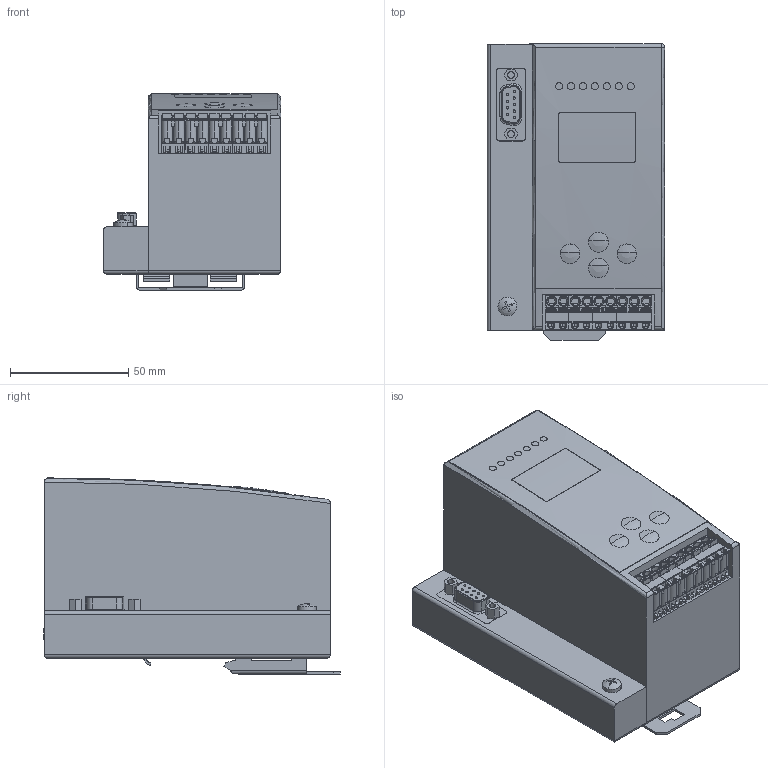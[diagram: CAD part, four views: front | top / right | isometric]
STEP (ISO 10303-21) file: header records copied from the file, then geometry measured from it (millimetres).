
FILE_DESCRIPTION((''),'2;1');
FILE_NAME('DM_CAD-2238_ASM','2016-03-03T',('Creinig-se'),(''),'PRO/ENGINEER BY PARAMETRIC TECHNOLOGY CORPORATION, 2013050','PRO/ENGINEER BY PARAMETRIC TECHNOLOGY CORPORATION, 2013050','');
FILE_SCHEMA(('CONFIG_CONTROL_DESIGN'));
Products named in the file (20): DM_CAD-0406B_396; DM_CAD-0406B_397; DM_CAD-0406B_398; DM_CAD-0406B_399_ASM; DM_CAD-0406B_400; DM_CAD-0406B_401_ASM; DM_CAD-0406B_402_ASM; DM_CAD-0406B_403; DM_CAD-0406B_404; DM_CAD-0406B_3; DM_CAD-0406B_0; DM_CAD-0406B_120584_ASM; DM_CAD-0406B_408; DM_CAD-0406B_409; DM_CAD-0406B_1; DM_CAD-0406B_411; DM_CAD-0406B_412_ASM; DM_CAD-2238_1; DM_CAD-2238_2; DM_CAD-2238_ASM
Assembly tree (28 placements, depth 5):
  DM_CAD-2238_ASM
    DM_CAD-0406B_396
    DM_CAD-0406B_402_ASM
      DM_CAD-0406B_401_ASM
        DM_CAD-0406B_397
        DM_CAD-0406B_399_ASM
          DM_CAD-0406B_398  x7
        DM_CAD-0406B_400
    DM_CAD-0406B_403
    DM_CAD-0406B_404
    DM_CAD-0406B_120584_ASM
      DM_CAD-0406B_3
      DM_CAD-0406B_0
    DM_CAD-0406B_408  x3
    DM_CAD-0406B_409
    DM_CAD-0406B_412_ASM
      DM_CAD-0406B_1
      DM_CAD-0406B_411  x2
    DM_CAD-2238_1
    DM_CAD-2238_2
Bounding box: 75.01 x 125.49 x 82.95 mm (x, y, z)
Volume: 545060.1 mm3; surface area: 77546.2 mm2
Topology: 23 solids, 23 shells, 1747 faces, 4667 edges, 3030 vertices
Faces by surface type: plane 1043, cylinder 617, cone 38, torus 35, sphere 12, bspline 2
Entity records: 42492 total; most frequent: CARTESIAN_POINT 6706, DIRECTION 5984, ORIENTED_EDGE 5840, EDGE_CURVE 2920, PRESENTATION_STYLE_ASSIGNMENT 2418, STYLED_ITEM 2418, CURVE_STYLE 2408, AXIS2_PLACEMENT_3D 2008
